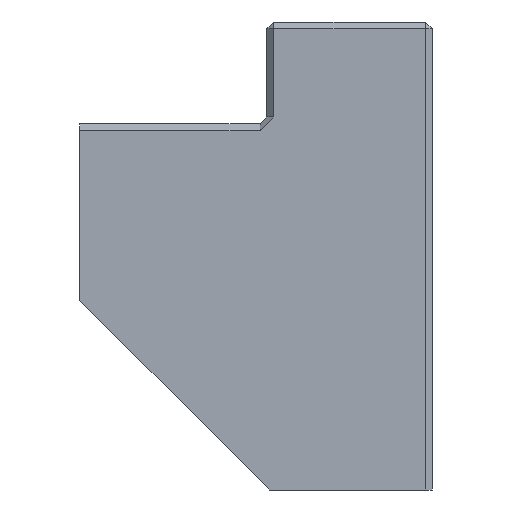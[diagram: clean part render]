
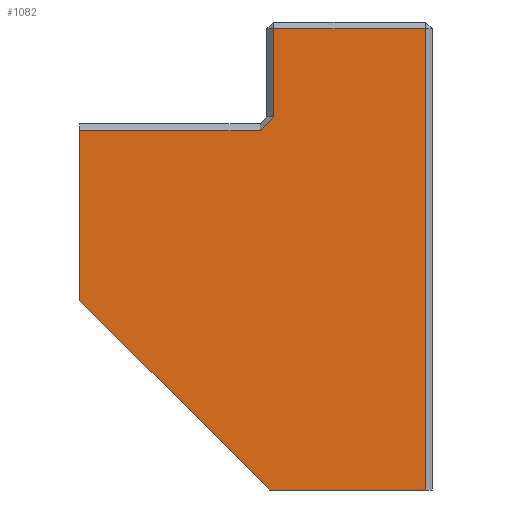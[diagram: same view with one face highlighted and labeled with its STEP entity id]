
A CAD part, left-side view. The second image highlights one B-rep face of the part: STEP entity #1082.
In plain terms, the highlighted planar face has unit normal (-1, 0, 0).
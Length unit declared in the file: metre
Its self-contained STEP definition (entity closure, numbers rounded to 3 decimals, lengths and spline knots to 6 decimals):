
#82=ORIENTED_EDGE('',*,*,#388,.F.);
#83=ORIENTED_EDGE('',*,*,#389,.T.);
#84=ORIENTED_EDGE('',*,*,#390,.F.);
#85=ORIENTED_EDGE('',*,*,#391,.T.);
#86=ORIENTED_EDGE('',*,*,#392,.F.);
#87=ORIENTED_EDGE('',*,*,#393,.T.);
#88=ORIENTED_EDGE('',*,*,#394,.T.);
#89=ORIENTED_EDGE('',*,*,#395,.T.);
#388=EDGE_CURVE('',#539,#540,#641,.T.);
#389=EDGE_CURVE('',#539,#541,#642,.T.);
#390=EDGE_CURVE('',#542,#541,#643,.T.);
#391=EDGE_CURVE('',#542,#543,#644,.T.);
#392=EDGE_CURVE('',#544,#543,#645,.T.);
#393=EDGE_CURVE('',#544,#545,#646,.T.);
#394=EDGE_CURVE('',#545,#546,#647,.T.);
#395=EDGE_CURVE('',#546,#540,#648,.T.);
#539=VERTEX_POINT('',#1627);
#540=VERTEX_POINT('',#1628);
#541=VERTEX_POINT('',#1630);
#542=VERTEX_POINT('',#1632);
#543=VERTEX_POINT('',#1634);
#544=VERTEX_POINT('',#1636);
#545=VERTEX_POINT('',#1638);
#546=VERTEX_POINT('',#1640);
#641=LINE('',#1626,#796);
#642=LINE('',#1629,#797);
#643=LINE('',#1631,#798);
#644=LINE('',#1633,#799);
#645=LINE('',#1635,#800);
#646=LINE('',#1637,#801);
#647=LINE('',#1639,#802);
#648=LINE('',#1641,#803);
#796=VECTOR('',#1297,1.);
#797=VECTOR('',#1298,1.);
#798=VECTOR('',#1299,1.);
#799=VECTOR('',#1300,1.);
#800=VECTOR('',#1301,1.);
#801=VECTOR('',#1302,1.);
#802=VECTOR('',#1303,1.);
#803=VECTOR('',#1304,1.);
#897=EDGE_LOOP('',(#82,#83,#84,#85,#86,#87,#88,#89));
#960=FACE_BOUND('',#897,.T.);
#1021=PLANE('',#1156);
#1082=ADVANCED_FACE('',(#960),#1021,.T.);
#1156=AXIS2_PLACEMENT_3D('',#1625,#1295,#1296);
#1295=DIRECTION('',(-1.,0.,0.));
#1296=DIRECTION('',(0.,0.,1.));
#1297=DIRECTION('',(0.,-0.707,0.707));
#1298=DIRECTION('',(0.,1.,0.));
#1299=DIRECTION('',(0.,0.,1.));
#1300=DIRECTION('',(0.,-0.707,-0.707));
#1301=DIRECTION('',(0.,1.,0.));
#1302=DIRECTION('',(0.,0.,1.));
#1303=DIRECTION('',(0.,1.,0.));
#1304=DIRECTION('',(0.,0.,-1.));
#1625=CARTESIAN_POINT('',(-0.0122,-0.05,0.));
#1626=CARTESIAN_POINT('',(-0.0122,-0.0327,0.0173));
#1627=CARTESIAN_POINT('',(-0.0122,-0.0266,0.0112));
#1628=CARTESIAN_POINT('',(-0.0122,-0.0286,0.0132));
#1629=CARTESIAN_POINT('',(-0.0122,0.,0.0112));
#1630=CARTESIAN_POINT('',(-0.0122,0.,0.0112));
#1631=CARTESIAN_POINT('',(-0.0122,0.,0.));
#1632=CARTESIAN_POINT('',(-0.0122,0.,-0.0138));
#1633=CARTESIAN_POINT('',(-0.0122,-0.0296,-0.0434));
#1634=CARTESIAN_POINT('',(-0.0122,-0.028,-0.0418));
#1635=CARTESIAN_POINT('',(-0.0122,-0.05,-0.0418));
#1636=CARTESIAN_POINT('',(-0.0122,-0.051,-0.0418));
#1637=CARTESIAN_POINT('',(-0.0122,-0.051,0.));
#1638=CARTESIAN_POINT('',(-0.0122,-0.051,0.0262));
#1639=CARTESIAN_POINT('',(-0.0122,-0.05,0.0262));
#1640=CARTESIAN_POINT('',(-0.0122,-0.0286,0.0262));
#1641=CARTESIAN_POINT('',(-0.0122,-0.0286,0.));
